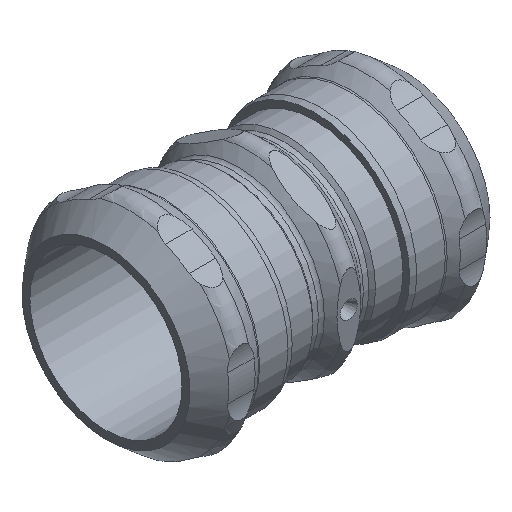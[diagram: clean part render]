
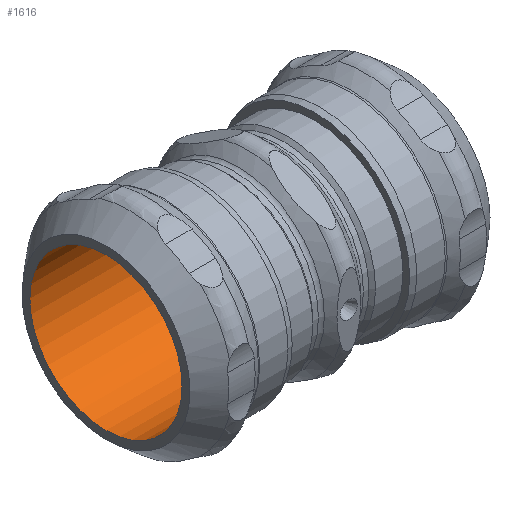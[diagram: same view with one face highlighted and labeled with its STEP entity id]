
A CAD part, isometric view. The second image highlights one B-rep face of the part: STEP entity #1616.
In plain terms, the highlighted cylindrical face has radius 12.5 mm (diameter 25 mm), a full revolution.
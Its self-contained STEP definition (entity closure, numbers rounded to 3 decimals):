
#260=FACE_OUTER_BOUND('',#354,.T.);
#354=EDGE_LOOP('',(#1076,#1077,#1078,#1079));
#453=LINE('',#2397,#498);
#498=VECTOR('',#1952,12.5);
#545=CIRCLE('',#1737,12.5);
#546=CIRCLE('',#1738,12.5);
#653=VERTEX_POINT('',#2394);
#654=VERTEX_POINT('',#2396);
#821=EDGE_CURVE('',#653,#653,#545,.T.);
#822=EDGE_CURVE('',#653,#654,#453,.T.);
#823=EDGE_CURVE('',#654,#654,#546,.T.);
#1076=ORIENTED_EDGE('',*,*,#821,.F.);
#1077=ORIENTED_EDGE('',*,*,#822,.T.);
#1078=ORIENTED_EDGE('',*,*,#823,.T.);
#1079=ORIENTED_EDGE('',*,*,#822,.F.);
#1570=CYLINDRICAL_SURFACE('',#1736,12.5);
#1616=ADVANCED_FACE('',(#260),#1570,.F.);
#1736=AXIS2_PLACEMENT_3D('',#2393,#1948,#1949);
#1737=AXIS2_PLACEMENT_3D('',#2395,#1950,#1951);
#1738=AXIS2_PLACEMENT_3D('',#2398,#1953,#1954);
#1948=DIRECTION('center_axis',(1.,0.,0.));
#1949=DIRECTION('ref_axis',(0.,0.,
1.));
#1950=DIRECTION('center_axis',(1.,0.,0.));
#1951=DIRECTION('ref_axis',(0.,0.,
1.));
#1952=DIRECTION('',(1.,0.,0.));
#1953=DIRECTION('center_axis',(1.,0.,0.));
#1954=DIRECTION('ref_axis',(0.,0.,1.));
#2393=CARTESIAN_POINT('Origin',(-24.65,0.,0.));
#2394=CARTESIAN_POINT('',(-24.65,0.,-12.5));
#2395=CARTESIAN_POINT('Origin',(-24.65,0.,0.));
#2396=CARTESIAN_POINT('',(-0.65,0.,-12.5));
#2397=CARTESIAN_POINT('',(-24.65,0.,-12.5));
#2398=CARTESIAN_POINT('Origin',(-0.65,0.,
0.));
